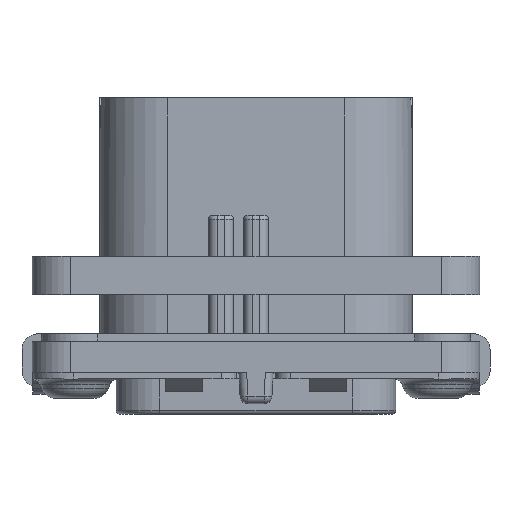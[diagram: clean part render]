
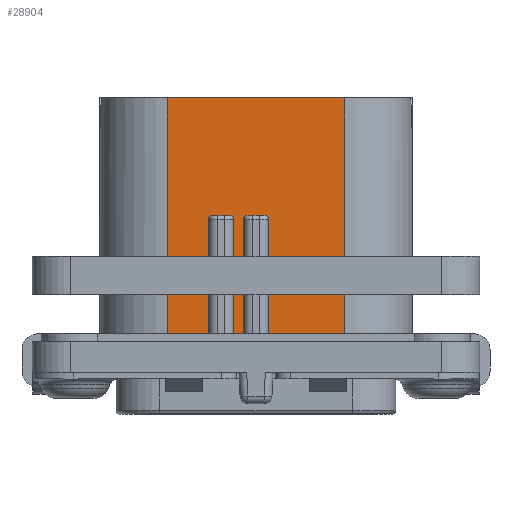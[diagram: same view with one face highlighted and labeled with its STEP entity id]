
A CAD part, front view. The second image highlights one B-rep face of the part: STEP entity #28904.
In plain terms, the highlighted planar face has unit normal (0, -1, 0).
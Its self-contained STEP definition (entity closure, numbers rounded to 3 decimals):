
#1413=DIRECTION('',(1.,0.,0.));
#1414=VECTOR('',#1413,11.4);
#1415=CARTESIAN_POINT('',(-5.7,-9.,17.67));
#1416=LINE('',#1415,#1414);
#5359=DIRECTION('',(1.,0.,0.));
#5360=VECTOR('',#5359,2.66);
#5361=CARTESIAN_POINT('',(-5.7,-9.,2.));
#5362=LINE('',#5361,#5360);
#5371=CARTESIAN_POINT('',(-2.79,-9.,9.87));
#5372=DIRECTION('',(0.,1.,0.));
#5373=DIRECTION('',(-1.,0.,0.));
#5374=AXIS2_PLACEMENT_3D('',#5371,#5372,#5373);
#5403=CARTESIAN_POINT('',(-1.69,-9.,9.87));
#5404=DIRECTION('',(0.,1.,0.));
#5405=DIRECTION('',(0.,0.,1.));
#5406=AXIS2_PLACEMENT_3D('',#5403,#5404,#5405);
#5416=DIRECTION('',(0.,0.,1.));
#5417=VECTOR('',#5416,7.87);
#5418=CARTESIAN_POINT('',(0.8,-9.,2.));
#5419=LINE('',#5418,#5417);
#5420=DIRECTION('',(1.,0.,0.));
#5421=VECTOR('',#5420,1.1);
#5422=CARTESIAN_POINT('',(-0.55,-9.,10.12));
#5423=LINE('',#5422,#5421);
#5424=DIRECTION('',(0.,0.,1.));
#5425=VECTOR('',#5424,7.87);
#5426=CARTESIAN_POINT('',(-0.8,-9.,2.));
#5427=LINE('',#5426,#5425);
#5428=DIRECTION('',(0.,0.,1.));
#5429=VECTOR('',#5428,7.87);
#5430=CARTESIAN_POINT('',(-1.44,-9.,2.));
#5431=LINE('',#5430,#5429);
#5432=DIRECTION('',(1.,0.,0.));
#5433=VECTOR('',#5432,1.1);
#5434=CARTESIAN_POINT('',(-2.79,-9.,10.12));
#5435=LINE('',#5434,#5433);
#5436=DIRECTION('',(0.,0.,1.));
#5437=VECTOR('',#5436,7.87);
#5438=CARTESIAN_POINT('',(-3.04,-9.,2.));
#5439=LINE('',#5438,#5437);
#5440=DIRECTION('',(0.,0.,-1.));
#5441=VECTOR('',#5440,15.67);
#5442=CARTESIAN_POINT('',(-5.7,-9.,17.67));
#5443=LINE('',#5442,#5441);
#5444=DIRECTION('',(0.,0.,-1.));
#5445=VECTOR('',#5444,15.67);
#5446=CARTESIAN_POINT('',(5.7,-9.,17.67));
#5447=LINE('',#5446,#5445);
#5461=CARTESIAN_POINT('',(0.55,-9.,9.87));
#5462=DIRECTION('',(0.,1.,0.));
#5463=DIRECTION('',(0.,0.,1.));
#5464=AXIS2_PLACEMENT_3D('',#5461,#5462,#5463);
#5503=CARTESIAN_POINT('',(-0.55,-9.,9.87));
#5504=DIRECTION('',(0.,1.,0.));
#5505=DIRECTION('',(-1.,0.,0.));
#5506=AXIS2_PLACEMENT_3D('',#5503,#5504,#5505);
#5594=DIRECTION('',(1.,0.,0.));
#5595=VECTOR('',#5594,4.9);
#5596=CARTESIAN_POINT('',(0.8,-9.,2.));
#5597=LINE('',#5596,#5595);
#11629=DIRECTION('',(1.,0.,0.));
#11630=VECTOR('',#11629,0.64);
#11631=CARTESIAN_POINT('',(-1.44,-9.,2.));
#11632=LINE('',#11631,#11630);
#18335=CARTESIAN_POINT('',(-5.7,-9.,17.67));
#18336=CARTESIAN_POINT('',(-5.7,-9.,2.));
#18337=VERTEX_POINT('',#18335);
#18338=VERTEX_POINT('',#18336);
#18339=CARTESIAN_POINT('',(5.7,-9.,17.67));
#18340=CARTESIAN_POINT('',(5.7,-9.,2.));
#18341=VERTEX_POINT('',#18339);
#18342=VERTEX_POINT('',#18340);
#18501=CARTESIAN_POINT('',(-3.04,-9.,2.));
#18502=VERTEX_POINT('',#18501);
#18503=CARTESIAN_POINT('',(-1.44,-9.,2.));
#18504=CARTESIAN_POINT('',(-0.8,-9.,2.));
#18505=VERTEX_POINT('',#18503);
#18506=VERTEX_POINT('',#18504);
#18507=CARTESIAN_POINT('',(0.8,-9.,2.));
#18508=VERTEX_POINT('',#18507);
#20968=CARTESIAN_POINT('',(-1.44,-9.,9.87));
#20970=VERTEX_POINT('',#20968);
#20972=CARTESIAN_POINT('',(-1.69,-9.,10.12));
#20974=VERTEX_POINT('',#20972);
#20995=CARTESIAN_POINT('',(-2.79,-9.,10.12));
#20996=VERTEX_POINT('',#20995);
#20997=CARTESIAN_POINT('',(-3.04,-9.,9.87));
#20998=VERTEX_POINT('',#20997);
#21000=CARTESIAN_POINT('',(0.8,-9.,9.87));
#21002=VERTEX_POINT('',#21000);
#21004=CARTESIAN_POINT('',(0.55,-9.,10.12));
#21006=VERTEX_POINT('',#21004);
#21007=CARTESIAN_POINT('',(-0.55,-9.,10.12));
#21009=VERTEX_POINT('',#21007);
#21011=CARTESIAN_POINT('',(-0.8,-9.,9.87));
#21013=VERTEX_POINT('',#21011);
#28874=CARTESIAN_POINT('',(-10.05,-9.,2.));
#28875=DIRECTION('',(0.,-1.,0.));
#28876=DIRECTION('',(1.,0.,0.));
#28877=AXIS2_PLACEMENT_3D('',#28874,#28875,#28876);
#28878=PLANE('',#28877);
#28880=ORIENTED_EDGE('',*,*,#28879,.T.);
#28882=ORIENTED_EDGE('',*,*,#28881,.F.);
#28884=ORIENTED_EDGE('',*,*,#28883,.F.);
#28886=ORIENTED_EDGE('',*,*,#28885,.F.);
#28888=ORIENTED_EDGE('',*,*,#28887,.F.);
#28890=ORIENTED_EDGE('',*,*,#28889,.F.);
#28891=ORIENTED_EDGE('',*,*,#28865,.T.);
#28892=ORIENTED_EDGE('',*,*,#28854,.F.);
#28893=ORIENTED_EDGE('',*,*,#28839,.F.);
#28894=ORIENTED_EDGE('',*,*,#28820,.F.);
#28895=ORIENTED_EDGE('',*,*,#28805,.F.);
#28896=ORIENTED_EDGE('',*,*,#28790,.F.);
#28897=ORIENTED_EDGE('',*,*,#23227,.F.);
#28898=ORIENTED_EDGE('',*,*,#23412,.T.);
#28899=ORIENTED_EDGE('',*,*,#23672,.T.);
#28901=ORIENTED_EDGE('',*,*,#28900,.F.);
#28902=EDGE_LOOP('',(#28880,#28882,#28884,#28886,#28888,#28890,#28891,#28892,
#28893,#28894,#28895,#28896,#28897,#28898,#28899,#28901));
#28903=FACE_OUTER_BOUND('',#28902,.F.);
#28904=ADVANCED_FACE('',(#28903),#28878,.T.);
#5375=CIRCLE('',#5374,0.25);
#5407=CIRCLE('',#5406,0.25);
#5465=CIRCLE('',#5464,0.25);
#5507=CIRCLE('',#5506,0.25);
#23227=EDGE_CURVE('',#18337,#18338,#5443,.T.);
#23412=EDGE_CURVE('',#18337,#18341,#1416,.T.);
#23672=EDGE_CURVE('',#18341,#18342,#5447,.T.);
#28790=EDGE_CURVE('',#18338,#18502,#5362,.T.);
#28805=EDGE_CURVE('',#18502,#20998,#5439,.T.);
#28820=EDGE_CURVE('',#20998,#20996,#5375,.T.);
#28839=EDGE_CURVE('',#20996,#20974,#5435,.T.);
#28854=EDGE_CURVE('',#20974,#20970,#5407,.T.);
#28865=EDGE_CURVE('',#18505,#20970,#5431,.T.);
#28879=EDGE_CURVE('',#18508,#21002,#5419,.T.);
#28881=EDGE_CURVE('',#21006,#21002,#5465,.T.);
#28883=EDGE_CURVE('',#21009,#21006,#5423,.T.);
#28885=EDGE_CURVE('',#21013,#21009,#5507,.T.);
#28887=EDGE_CURVE('',#18506,#21013,#5427,.T.);
#28889=EDGE_CURVE('',#18505,#18506,#11632,.T.);
#28900=EDGE_CURVE('',#18508,#18342,#5597,.T.);
